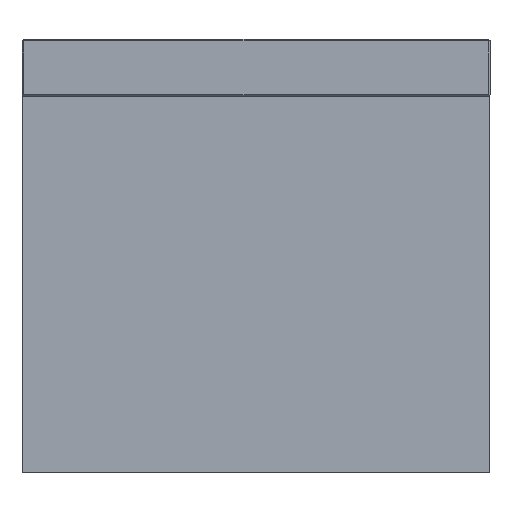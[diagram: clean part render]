
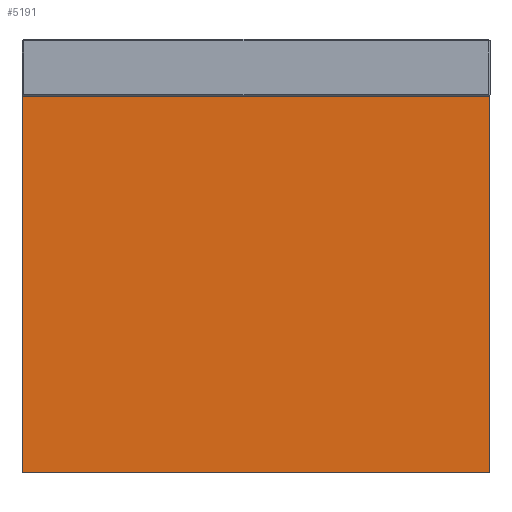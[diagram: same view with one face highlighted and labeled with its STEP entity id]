
A CAD part, top view. The second image highlights one B-rep face of the part: STEP entity #5191.
In plain terms, the highlighted planar face has unit normal (0, 0, 1).
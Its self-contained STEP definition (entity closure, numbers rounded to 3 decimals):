
#4138 = PLANE('',#4139);
#4139 = AXIS2_PLACEMENT_3D('',#4140,#4141,#4142);
#4140 = CARTESIAN_POINT('',(75.795,-18.415,
    -27.523));
#4141 = DIRECTION('',(0.,-1.,0.));
#4142 = DIRECTION('',(0.,0.,-1.));
#4195 = PLANE('',#4196);
#4196 = AXIS2_PLACEMENT_3D('',#4197,#4198,#4199);
#4197 = CARTESIAN_POINT('',(75.795,-140.335,
    -27.523));
#4198 = DIRECTION('',(0.,-1.,0.));
#4199 = DIRECTION('',(0.,0.,-1.));
#4620 = PLANE('',#4621);
#4621 = AXIS2_PLACEMENT_3D('',#4622,#4623,#4624);
#4622 = CARTESIAN_POINT('',(151.601,-140.335,
    -44.069));
#4623 = DIRECTION('',(1.,0.,0.));
#4624 = DIRECTION('',(0.,0.,1.));
#4959 = PLANE('',#4960);
#4960 = AXIS2_PLACEMENT_3D('',#4961,#4962,#4963);
#4961 = CARTESIAN_POINT('',(-0.011,-140.335,
    -6.35));
#4962 = DIRECTION('',(-1.,0.,0.));
#4963 = DIRECTION('',(0.,0.,-1.));
#4984 = VERTEX_POINT('',#4985);
#4985 = CARTESIAN_POINT('',(151.601,-140.335,
    -6.35));
#5006 = EDGE_CURVE('',#5007,#4984,#5009,.T.);
#5007 = VERTEX_POINT('',#5008);
#5008 = CARTESIAN_POINT('',(-0.011,-140.335,
    -6.35));
#5009 = SURFACE_CURVE('',#5010,(#5014,#5021),.PCURVE_S1.);
#5010 = LINE('',#5011,#5012);
#5011 = CARTESIAN_POINT('',(-0.011,-140.335,
    -6.35));
#5012 = VECTOR('',#5013,1.);
#5013 = DIRECTION('',(1.,0.,0.));
#5014 = PCURVE('',#4195,#5015);
#5015 = DEFINITIONAL_REPRESENTATION('',(#5016),#5020);
#5016 = LINE('',#5017,#5018);
#5017 = CARTESIAN_POINT('',(-21.173,-75.806));
#5018 = VECTOR('',#5019,1.);
#5019 = DIRECTION('',(0.,1.));
#5020 = ( GEOMETRIC_REPRESENTATION_CONTEXT(2) 
PARAMETRIC_REPRESENTATION_CONTEXT() REPRESENTATION_CONTEXT('2D SPACE',''
  ) );
#5021 = PCURVE('',#5022,#5027);
#5022 = PLANE('',#5023);
#5023 = AXIS2_PLACEMENT_3D('',#5024,#5025,#5026);
#5024 = CARTESIAN_POINT('',(151.601,-140.335,
    -6.35));
#5025 = DIRECTION('',(0.,0.,1.));
#5026 = DIRECTION('',(0.,-1.,0.));
#5027 = DEFINITIONAL_REPRESENTATION('',(#5028),#5032);
#5028 = LINE('',#5029,#5030);
#5029 = CARTESIAN_POINT('',(0.,-151.613));
#5030 = VECTOR('',#5031,1.);
#5031 = DIRECTION('',(0.,1.));
#5032 = ( GEOMETRIC_REPRESENTATION_CONTEXT(2) 
PARAMETRIC_REPRESENTATION_CONTEXT() REPRESENTATION_CONTEXT('2D SPACE',''
  ) );
#5061 = VERTEX_POINT('',#5062);
#5062 = CARTESIAN_POINT('',(151.601,-18.415,
    -6.35));
#5083 = EDGE_CURVE('',#4984,#5061,#5084,.T.);
#5084 = SURFACE_CURVE('',#5085,(#5089,#5096),.PCURVE_S1.);
#5085 = LINE('',#5086,#5087);
#5086 = CARTESIAN_POINT('',(151.601,-140.335,
    -6.35));
#5087 = VECTOR('',#5088,1.);
#5088 = DIRECTION('',(0.,1.,0.));
#5089 = PCURVE('',#4620,#5090);
#5090 = DEFINITIONAL_REPRESENTATION('',(#5091),#5095);
#5091 = LINE('',#5092,#5093);
#5092 = CARTESIAN_POINT('',(37.719,0.));
#5093 = VECTOR('',#5094,1.);
#5094 = DIRECTION('',(0.,-1.));
#5095 = ( GEOMETRIC_REPRESENTATION_CONTEXT(2) 
PARAMETRIC_REPRESENTATION_CONTEXT() REPRESENTATION_CONTEXT('2D SPACE',''
  ) );
#5096 = PCURVE('',#5022,#5097);
#5097 = DEFINITIONAL_REPRESENTATION('',(#5098),#5102);
#5098 = LINE('',#5099,#5100);
#5099 = CARTESIAN_POINT('',(0.,0.));
#5100 = VECTOR('',#5101,1.);
#5101 = DIRECTION('',(-1.,0.));
#5102 = ( GEOMETRIC_REPRESENTATION_CONTEXT(2) 
PARAMETRIC_REPRESENTATION_CONTEXT() REPRESENTATION_CONTEXT('2D SPACE',''
  ) );
#5116 = VERTEX_POINT('',#5117);
#5117 = CARTESIAN_POINT('',(-0.011,-18.415,
    -6.35));
#5138 = EDGE_CURVE('',#5061,#5116,#5139,.T.);
#5139 = SURFACE_CURVE('',#5140,(#5144,#5151),.PCURVE_S1.);
#5140 = LINE('',#5141,#5142);
#5141 = CARTESIAN_POINT('',(151.601,-18.415,
    -6.35));
#5142 = VECTOR('',#5143,1.);
#5143 = DIRECTION('',(-1.,0.,0.));
#5144 = PCURVE('',#4138,#5145);
#5145 = DEFINITIONAL_REPRESENTATION('',(#5146),#5150);
#5146 = LINE('',#5147,#5148);
#5147 = CARTESIAN_POINT('',(-21.173,75.806));
#5148 = VECTOR('',#5149,1.);
#5149 = DIRECTION('',(0.,-1.));
#5150 = ( GEOMETRIC_REPRESENTATION_CONTEXT(2) 
PARAMETRIC_REPRESENTATION_CONTEXT() REPRESENTATION_CONTEXT('2D SPACE',''
  ) );
#5151 = PCURVE('',#5022,#5152);
#5152 = DEFINITIONAL_REPRESENTATION('',(#5153),#5157);
#5153 = LINE('',#5154,#5155);
#5154 = CARTESIAN_POINT('',(-121.92,0.));
#5155 = VECTOR('',#5156,1.);
#5156 = DIRECTION('',(0.,-1.));
#5157 = ( GEOMETRIC_REPRESENTATION_CONTEXT(2) 
PARAMETRIC_REPRESENTATION_CONTEXT() REPRESENTATION_CONTEXT('2D SPACE',''
  ) );
#5171 = EDGE_CURVE('',#5116,#5007,#5172,.T.);
#5172 = SURFACE_CURVE('',#5173,(#5177,#5184),.PCURVE_S1.);
#5173 = LINE('',#5174,#5175);
#5174 = CARTESIAN_POINT('',(-0.011,-18.415,
    -6.35));
#5175 = VECTOR('',#5176,1.);
#5176 = DIRECTION('',(0.,-1.,0.));
#5177 = PCURVE('',#4959,#5178);
#5178 = DEFINITIONAL_REPRESENTATION('',(#5179),#5183);
#5179 = LINE('',#5180,#5181);
#5180 = CARTESIAN_POINT('',(0.,-121.92));
#5181 = VECTOR('',#5182,1.);
#5182 = DIRECTION('',(0.,1.));
#5183 = ( GEOMETRIC_REPRESENTATION_CONTEXT(2) 
PARAMETRIC_REPRESENTATION_CONTEXT() REPRESENTATION_CONTEXT('2D SPACE',''
  ) );
#5184 = PCURVE('',#5022,#5185);
#5185 = DEFINITIONAL_REPRESENTATION('',(#5186),#5190);
#5186 = LINE('',#5187,#5188);
#5187 = CARTESIAN_POINT('',(-121.92,-151.613));
#5188 = VECTOR('',#5189,1.);
#5189 = DIRECTION('',(1.,0.));
#5190 = ( GEOMETRIC_REPRESENTATION_CONTEXT(2) 
PARAMETRIC_REPRESENTATION_CONTEXT() REPRESENTATION_CONTEXT('2D SPACE',''
  ) );
#5191 = ADVANCED_FACE('',(#5192),#5022,.T.);
#5192 = FACE_BOUND('',#5193,.T.);
#5193 = EDGE_LOOP('',(#5194,#5195,#5196,#5197));
#5194 = ORIENTED_EDGE('',*,*,#5138,.T.);
#5195 = ORIENTED_EDGE('',*,*,#5171,.T.);
#5196 = ORIENTED_EDGE('',*,*,#5006,.T.);
#5197 = ORIENTED_EDGE('',*,*,#5083,.T.);
